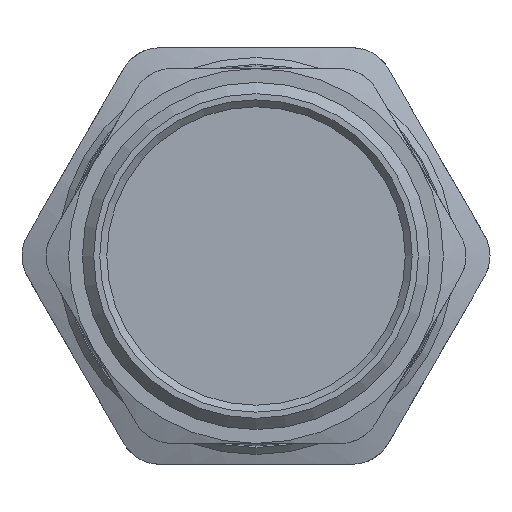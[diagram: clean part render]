
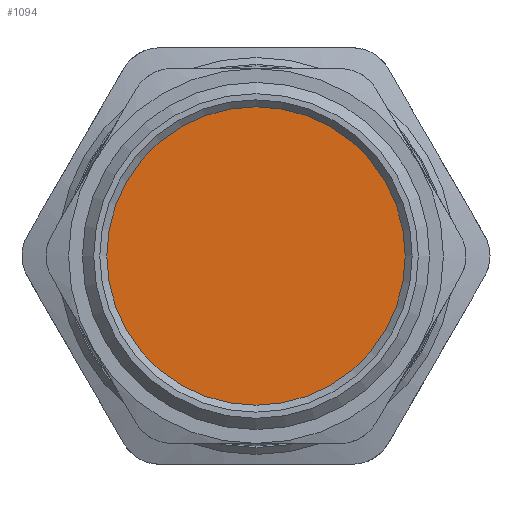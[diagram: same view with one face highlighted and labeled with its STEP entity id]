
A CAD part, front view. The second image highlights one B-rep face of the part: STEP entity #1094.
In plain terms, the highlighted planar face has unit normal (0, -1, 0).
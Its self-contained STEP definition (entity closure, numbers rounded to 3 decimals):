
#123=FACE_OUTER_BOUND('',#190,.T.);
#190=EDGE_LOOP('',(#693));
#381=CIRCLE('',#1191,10.75);
#429=VERTEX_POINT('',#1594);
#532=EDGE_CURVE('',#429,#429,#381,.T.);
#693=ORIENTED_EDGE('',*,*,#532,.F.);
#1003=PLANE('',#1190);
#1094=ADVANCED_FACE('',(#123),#1003,.F.);
#1190=AXIS2_PLACEMENT_3D('',#1593,#1314,#1315);
#1191=AXIS2_PLACEMENT_3D('',#1595,#1316,#1317);
#1314=DIRECTION('center_axis',(0.,1.,0.));
#1315=DIRECTION('ref_axis',(0.,0.,1.));
#1316=DIRECTION('center_axis',(0.,1.,0.));
#1317=DIRECTION('ref_axis',(1.,0.,0.));
#1593=CARTESIAN_POINT('Origin',(-1.632,-4.343,0.));
#1594=CARTESIAN_POINT('',(-12.382,-4.343,0.));
#1595=CARTESIAN_POINT('Origin',(-1.632,-4.343,0.));
